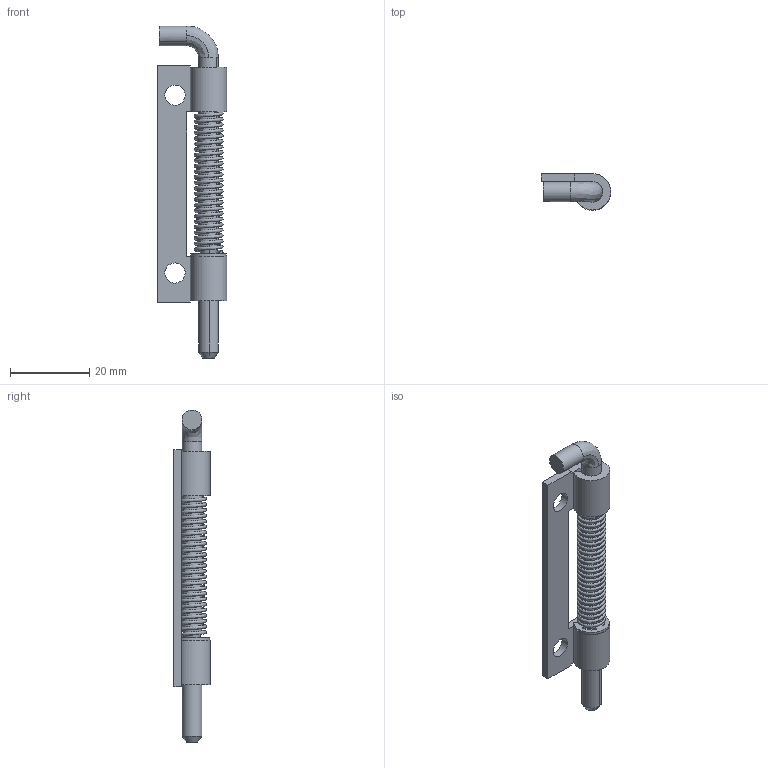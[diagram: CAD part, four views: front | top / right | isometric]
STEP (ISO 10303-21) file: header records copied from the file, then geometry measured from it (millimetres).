
FILE_DESCRIPTION((''),'2;1');
FILE_NAME('','2005-07-15T09:53:18',(''),(''),'','CADfix','');
FILE_SCHEMA(('AUTOMOTIVE_DESIGN'));
Length unit declared in the file: millimetre
Products named in the file (5): spring; shaft; retainer; hinge pieces; TEH_1117_U5_28868_36
Assembly tree (4 placements, depth 2):
  TEH_1117_U5_28868_36
    spring
    shaft
    retainer
    hinge pieces
Bounding box: 17.6 x 9.2 x 84 mm (x, y, z)
Volume: 3982.9 mm3; surface area: 5290.8 mm2
Topology: 4 solids, 4 shells, 65 faces, 194 edges, 138 vertices
Faces by surface type: bspline 65
Entity records: 8908 total; most frequent: CARTESIAN_POINT 7731, ORIENTED_EDGE 388, EDGE_CURVE 194, VERTEX_POINT 138, QUASI_UNIFORM_CURVE 86, EDGE_LOOP 70, FACE_OUTER_BOUND 65, ADVANCED_FACE 65
